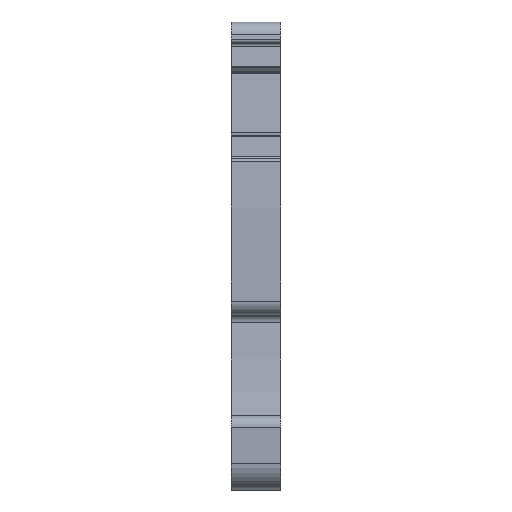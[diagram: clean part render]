
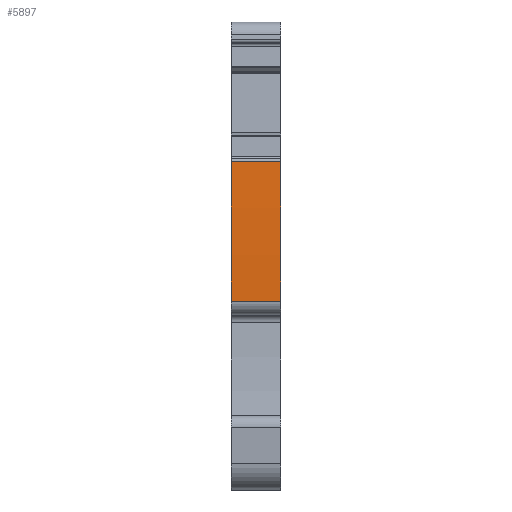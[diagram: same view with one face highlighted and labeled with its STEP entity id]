
A CAD part, front view. The second image highlights one B-rep face of the part: STEP entity #5897.
In plain terms, the highlighted cylindrical face has radius 122.182 mm (diameter 244.364 mm), a partial arc.
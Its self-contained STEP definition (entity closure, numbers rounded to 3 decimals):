
#857=AXIS2_PLACEMENT_3D('Circle Axis2P3D',#855,#856,$) ;
#864=AXIS2_PLACEMENT_3D('Circle Axis2P3D',#862,#863,$) ;
#5868=AXIS2_PLACEMENT_3D('Cylinder Axis2P3D',#5865,#5866,#5867) ;
#5879=AXIS2_PLACEMENT_3D('Circle Axis2P3D',#5877,#5878,$) ;
#5886=AXIS2_PLACEMENT_3D('Circle Axis2P3D',#5884,#5885,$) ;
#852=CARTESIAN_POINT('Vertex',(0.,1.529,13.42)) ;
#855=CARTESIAN_POINT('Axis2P3D Location',(0.,123.731,17.108)) ;
#859=CARTESIAN_POINT('Vertex',(0.,1.528,13.45)) ;
#862=CARTESIAN_POINT('Axis2P3D Location',(0.,123.656,17.106)) ;
#866=CARTESIAN_POINT('Vertex',(0.,1.637,23.414)) ;
#5844=CARTESIAN_POINT('Line Origine',(1.75,1.529,13.42)) ;
#5848=CARTESIAN_POINT('Vertex',(3.5,1.529,13.42)) ;
#5865=CARTESIAN_POINT('Axis2P3D Location',(1.75,123.656,17.106)) ;
#5870=CARTESIAN_POINT('Line Origine',(1.75,1.637,23.414)) ;
#5874=CARTESIAN_POINT('Vertex',(3.5,1.637,23.414)) ;
#5877=CARTESIAN_POINT('Axis2P3D Location',(3.5,123.656,17.106)) ;
#5881=CARTESIAN_POINT('Vertex',(3.5,1.528,13.45)) ;
#5884=CARTESIAN_POINT('Axis2P3D Location',(3.5,123.656,17.106)) ;
#856=DIRECTION('Axis2P3D Direction',(1.,0.,0.)) ;
#863=DIRECTION('Axis2P3D Direction',(1.,0.,0.)) ;
#5845=DIRECTION('Vector Direction',(1.,0.,0.)) ;
#5866=DIRECTION('Axis2P3D Direction',(1.,0.,0.)) ;
#5867=DIRECTION('Axis2P3D XDirection',(0.,-0.992,0.126)) ;
#5871=DIRECTION('Vector Direction',(1.,0.,0.)) ;
#5878=DIRECTION('Axis2P3D Direction',(1.,0.,0.)) ;
#5885=DIRECTION('Axis2P3D Direction',(1.,0.,0.)) ;
#5846=VECTOR('Line Direction',#5845,1.) ;
#5872=VECTOR('Line Direction',#5871,1.) ;
#5890=ORIENTED_EDGE('',*,*,#5876,.F.) ;
#5891=ORIENTED_EDGE('',*,*,#868,.T.) ;
#5892=ORIENTED_EDGE('',*,*,#861,.T.) ;
#5893=ORIENTED_EDGE('',*,*,#5850,.T.) ;
#5894=ORIENTED_EDGE('',*,*,#5883,.F.) ;
#5895=ORIENTED_EDGE('',*,*,#5888,.F.) ;
#5897=ADVANCED_FACE('MLD_1',(#5896),#5869,.T.) ;
#858=CIRCLE('generated circle',#857,122.258) ;
#865=CIRCLE('generated circle',#864,122.182) ;
#5880=CIRCLE('generated circle',#5879,122.182) ;
#5887=CIRCLE('generated circle',#5886,122.182) ;
#5869=CYLINDRICAL_SURFACE('generated cylinder',#5868,122.182) ;
#861=EDGE_CURVE('',#860,#853,#858,.T.) ;
#868=EDGE_CURVE('',#867,#860,#865,.T.) ;
#5850=EDGE_CURVE('',#853,#5849,#5847,.T.) ;
#5876=EDGE_CURVE('',#867,#5875,#5873,.T.) ;
#5883=EDGE_CURVE('',#5882,#5849,#5880,.T.) ;
#5888=EDGE_CURVE('',#5875,#5882,#5887,.T.) ;
#5889=EDGE_LOOP('',(#5890,#5891,#5892,#5893,#5894,#5895)) ;
#5896=FACE_OUTER_BOUND('',#5889,.T.) ;
#5847=LINE('Line',#5844,#5846) ;
#5873=LINE('Line',#5870,#5872) ;
#853=VERTEX_POINT('',#852) ;
#860=VERTEX_POINT('',#859) ;
#867=VERTEX_POINT('',#866) ;
#5849=VERTEX_POINT('',#5848) ;
#5875=VERTEX_POINT('',#5874) ;
#5882=VERTEX_POINT('',#5881) ;
